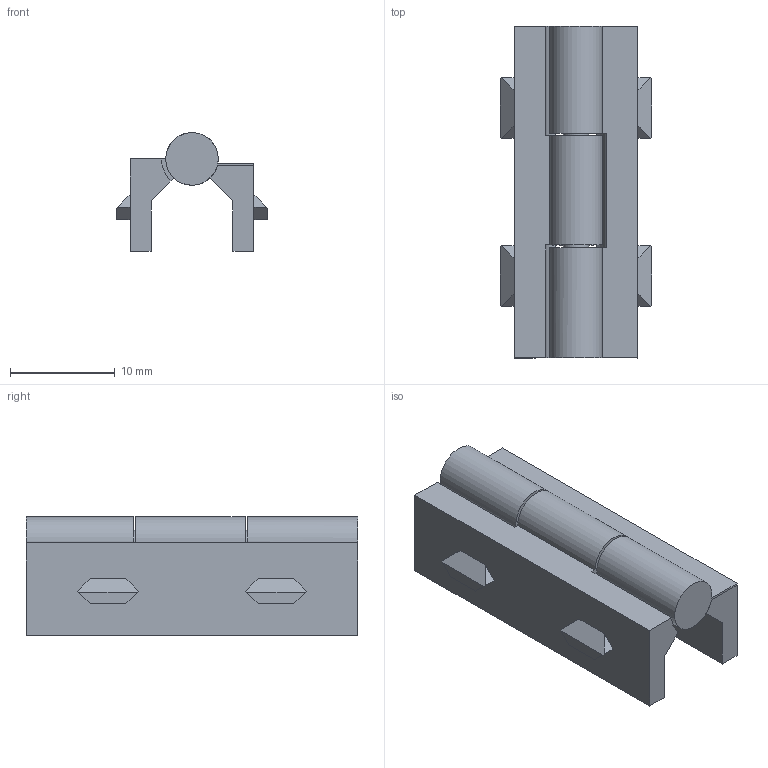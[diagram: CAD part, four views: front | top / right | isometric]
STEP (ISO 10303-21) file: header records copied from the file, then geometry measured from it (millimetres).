
FILE_DESCRIPTION(/* description */ (''),/* implementation_level */ '2;1');
FILE_NAME(/* name */ 'Hinge.step',/* time_stamp */ '2023-08-05T03:06:09+02:00',/* author */ (''),/* organization */ (''),/* preprocessor_version */ 'ST-DEVELOPER v20',/* originating_system */ 'Autodesk Translation Framework v12.9.0.99',/* authorisation */ '');
FILE_SCHEMA (('AUTOMOTIVE_DESIGN { 1 0 10303 214 3 1 1 }'));
Length unit declared in the file: millimetre
Products named in the file (1): Cylinder_Hinge
Bounding box: 14.4 x 31.6 x 11.3 mm (x, y, z)
Volume: 1990.5 mm3; surface area: 2291.1 mm2
Topology: 2 solids, 2 shells, 56 faces, 143 edges, 95 vertices
Faces by surface type: plane 48, cylinder 8
Full cylindrical faces by diameter (mm): 2.4 x1, 3.4 x1
Entity records: 1716 total; most frequent: CARTESIAN_POINT 295, ORIENTED_EDGE 286, DIRECTION 274, EDGE_CURVE 143, LINE 126, VECTOR 126, VERTEX_POINT 95, AXIS2_PLACEMENT_3D 74
